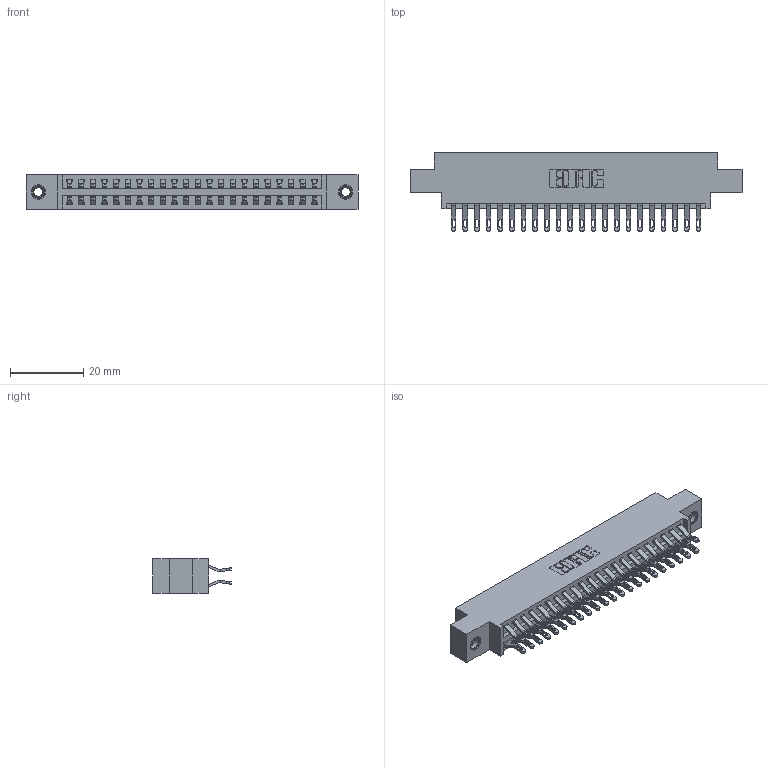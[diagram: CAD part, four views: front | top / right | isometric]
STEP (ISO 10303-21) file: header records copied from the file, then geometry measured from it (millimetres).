
FILE_DESCRIPTION (( 'STEP AP203' ), '1' );
FILE_NAME ('346-044-555-807.STEP', '2018-08-25T02:25:29', ( '' ), ( '' ), 'SwSTEP 2.0', 'SolidWorks 2016', '' );
FILE_SCHEMA (( 'CONFIG_CONTROL_DESIGN' ));
Length unit declared in the file: inch
Products named in the file (4): 345-250-001_345-250-005-103; 346-044-555-807; 346 Part_0.170 Offset - 0.156 Dia-TI; 345-292-001_555 Tail
Assembly tree (47 placements, depth 2):
  346-044-555-807
    346 Part_0.170 Offset - 0.156 Dia-TI
    345-292-001_555 Tail  x44
    345-250-001_345-250-005-103  x2
Bounding box: 90.42 x 21.46 x 9.4 mm (x, y, z)
Volume: 8621.6 mm3; surface area: 12205 mm2
Topology: 47 solids, 47 shells, 2738 faces, 8529 edges, 5678 vertices
Faces by surface type: plane 1564, cylinder 1158, cone 12, torus 4
Entity records: 18694 total; most frequent: CARTESIAN_POINT 3129, ORIENTED_EDGE 3026, DIRECTION 2803, EDGE_CURVE 1513, VECTOR 1253, LINE 1253, VERTEX_POINT 1004, AXIS2_PLACEMENT_3D 775
